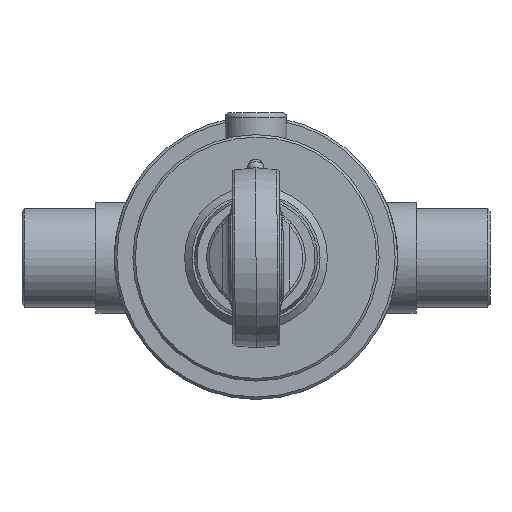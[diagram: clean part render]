
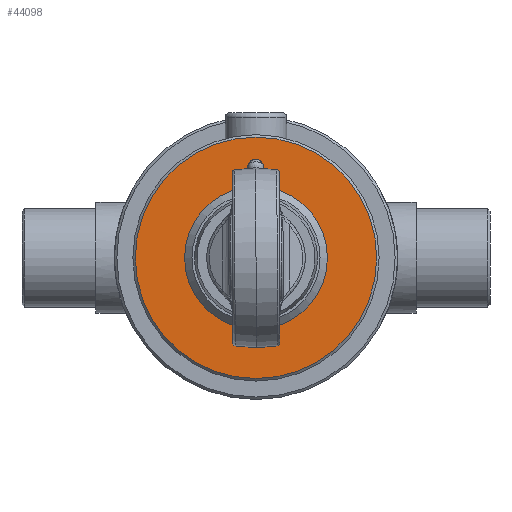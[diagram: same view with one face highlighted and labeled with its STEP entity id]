
A CAD part, front view. The second image highlights one B-rep face of the part: STEP entity #44098.
In plain terms, the highlighted planar face has unit normal (0, -1, 0).
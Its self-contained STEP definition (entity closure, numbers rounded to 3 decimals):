
#44064=CARTESIAN_POINT('',(0.,-286.0,49.));
#44065=VERTEX_POINT('',#44064);
#44066=CARTESIAN_POINT('',(0.0,-286.0,0.));
#44067=DIRECTION('',(0.0,1.0,0.0));
#44068=DIRECTION('',(0.0,0.0,-1.0));
#44069=AXIS2_PLACEMENT_3D('',#44066,#44067,#44068);
#44070=CIRCLE('',#44069,49.);
#44071=EDGE_CURVE('',#44065,#44065,#44070,.T.);
#44079=CARTESIAN_POINT('',(0.0,-286.0,39.5));
#44080=DIRECTION('',(0.0,-1.0,0.0));
#44081=DIRECTION('',(0.0,0.0,-1.0));
#44082=AXIS2_PLACEMENT_3D('',#44079,#44080,#44081);
#44083=PLANE('',#44082);
#44084=ORIENTED_EDGE('',*,*,#44071,.F.);
#44085=EDGE_LOOP('',(#44084));
#44086=FACE_OUTER_BOUND('',#44085,.T.);
#44087=CARTESIAN_POINT('',(0.0,-286.0,29.));
#44088=VERTEX_POINT('',#44087);
#44089=CARTESIAN_POINT('',(0.0,-286.0,0.));
#44090=DIRECTION('',(0.0,1.0,0.0));
#44091=DIRECTION('',(0.0,0.0,1.0));
#44092=AXIS2_PLACEMENT_3D('',#44089,#44090,#44091);
#44093=CIRCLE('',#44092,29.);
#44094=EDGE_CURVE('',#44088,#44088,#44093,.T.);
#44095=ORIENTED_EDGE('',*,*,#44094,.T.);
#44096=EDGE_LOOP('',(#44095));
#44097=FACE_BOUND('',#44096,.T.);
#44098=ADVANCED_FACE('',(#44086,#44097),#44083,.T.);
